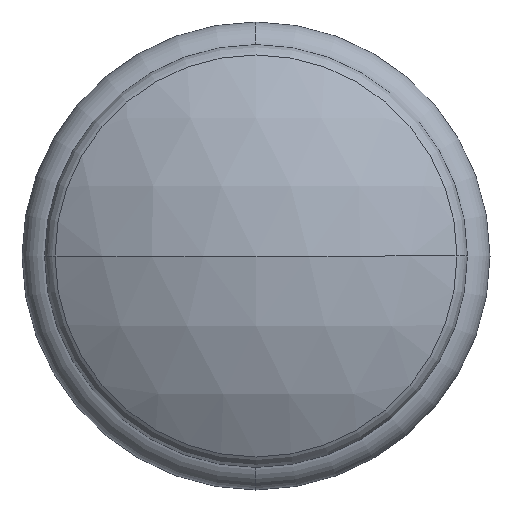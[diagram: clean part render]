
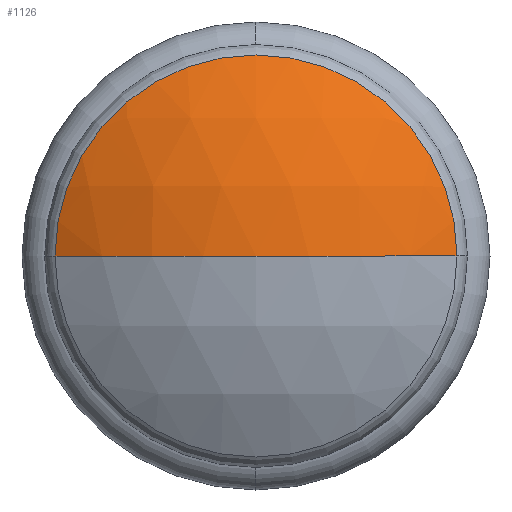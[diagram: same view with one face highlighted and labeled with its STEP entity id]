
A CAD part, left-side view. The second image highlights one B-rep face of the part: STEP entity #1126.
In plain terms, the highlighted spherical face has radius 4.454 mm.
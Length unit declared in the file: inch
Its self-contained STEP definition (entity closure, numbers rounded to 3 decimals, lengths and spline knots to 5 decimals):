
#93 = DIRECTION ( 'NONE',  ( 0., 1., 0. ) ) ;
#99 = EDGE_CURVE ( 'NONE', #270, #1657, #910, .T. ) ;
#130 = DIRECTION ( 'NONE',  ( 0., 0., 1. ) ) ;
#270 = VERTEX_POINT ( 'NONE', #1226 ) ;
#442 = ORIENTED_EDGE ( 'NONE', *, *, #99, .F. ) ;
#484 = CARTESIAN_POINT ( 'NONE',  ( 0., 0., 0. ) ) ;
#639 = DIRECTION ( 'NONE',  ( -1., 0., 0. ) ) ;
#704 = DIRECTION ( 'NONE',  ( 0., 0., 1. ) ) ;
#827 = EDGE_CURVE ( 'NONE', #270, #1718, #1281, .T. ) ;
#843 = AXIS2_PLACEMENT_3D ( 'NONE', #1193, #130, #1048 ) ;
#910 = CIRCLE ( 'NONE', #949, 0.17535 ) ;
#949 = AXIS2_PLACEMENT_3D ( 'NONE', #484, #1542, #639 ) ;
#991 = DIRECTION ( 'NONE',  ( 0., 1., 0. ) ) ;
#1008 = DIRECTION ( 'NONE',  ( 1., 0., 0. ) ) ;
#1048 = DIRECTION ( 'NONE',  ( 0., -1., 0. ) ) ;
#1102 = AXIS2_PLACEMENT_3D ( 'NONE', #1447, #704, #991 ) ;
#1126 = ADVANCED_FACE ( 'NONE', ( #1773 ), #1816, .T. ) ;
#1129 = ORIENTED_EDGE ( 'NONE', *, *, #827, .T. ) ;
#1193 = CARTESIAN_POINT ( 'NONE',  ( 0., 0., 0. ) ) ;
#1226 = CARTESIAN_POINT ( 'NONE',  ( -0.17535, 0., 0. ) ) ;
#1281 = CIRCLE ( 'NONE', #843, 0.17535 ) ;
#1447 = CARTESIAN_POINT ( 'NONE',  ( 0., 0., 0. ) ) ;
#1484 = ORIENTED_EDGE ( 'NONE', *, *, #1529, .F. ) ;
#1485 = CARTESIAN_POINT ( 'NONE',  ( -0.14932, 0.09193, 0. ) ) ;
#1529 = EDGE_CURVE ( 'NONE', #1657, #1718, #1639, .T. ) ;
#1542 = DIRECTION ( 'NONE',  ( 0., 0., -1. ) ) ;
#1619 = CARTESIAN_POINT ( 'NONE',  ( -0.14932, 0., 0. ) ) ;
#1639 = CIRCLE ( 'NONE', #1678, 0.09193 ) ;
#1657 = VERTEX_POINT ( 'NONE', #1485 ) ;
#1678 = AXIS2_PLACEMENT_3D ( 'NONE', #1619, #1008, #93 ) ;
#1718 = VERTEX_POINT ( 'NONE', #1818 ) ;
#1760 = EDGE_LOOP ( 'NONE', ( #442, #1129, #1484 ) ) ;
#1773 = FACE_OUTER_BOUND ( 'NONE', #1760, .T. ) ;
#1816 = SPHERICAL_SURFACE ( 'NONE', #1102, 0.17535 ) ;
#1818 = CARTESIAN_POINT ( 'NONE',  ( -0.14932, -0.09193, 0. ) ) ;
